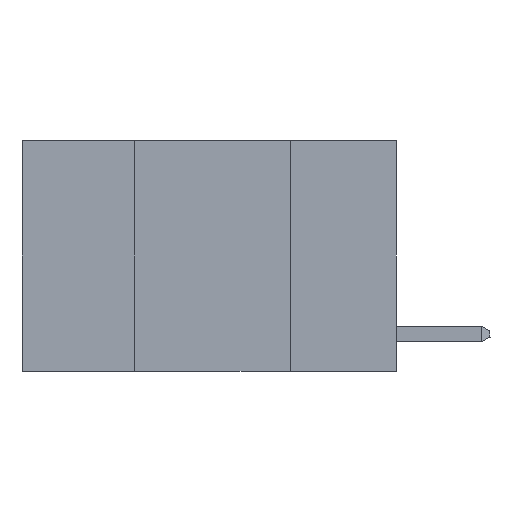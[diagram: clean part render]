
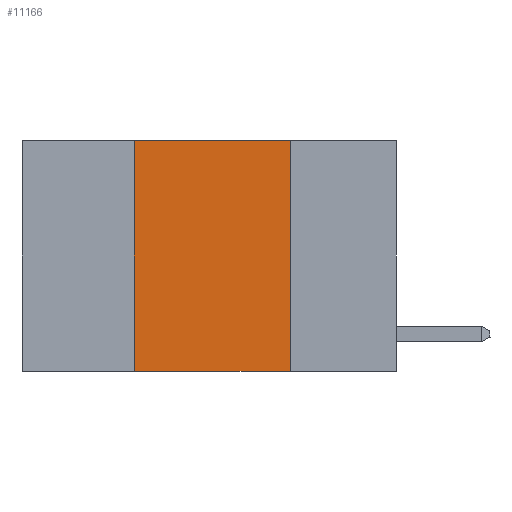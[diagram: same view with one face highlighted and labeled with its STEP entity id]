
A CAD part, left-side view. The second image highlights one B-rep face of the part: STEP entity #11166.
In plain terms, the highlighted planar face has unit normal (-1, 0, 0).
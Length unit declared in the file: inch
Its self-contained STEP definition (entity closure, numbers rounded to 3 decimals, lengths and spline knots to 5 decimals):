
#28 = LINE ( 'NONE', #20790, #20685 ) ;
#52 = CARTESIAN_POINT ( 'NONE',  ( 0., 0.17, -0.37 ) ) ;
#1504 = AXIS2_PLACEMENT_3D ( 'NONE', #4294, #17812, #2837 ) ;
#1836 = ORIENTED_EDGE ( 'NONE', *, *, #20154, .T. ) ;
#2003 = LINE ( 'NONE', #12050, #11013 ) ;
#2118 = LINE ( 'NONE', #2237, #11007 ) ;
#2237 = CARTESIAN_POINT ( 'NONE',  ( 0., 0.42, 0. ) ) ;
#2827 = VERTEX_POINT ( 'NONE', #52 ) ;
#2837 = DIRECTION ( 'NONE',  ( 0., 0., -1. ) ) ;
#3111 = VERTEX_POINT ( 'NONE', #11298 ) ;
#3423 = EDGE_CURVE ( 'NONE', #3111, #14625, #2118, .T. ) ;
#3557 = VERTEX_POINT ( 'NONE', #9256 ) ;
#4294 = CARTESIAN_POINT ( 'NONE',  ( 0., 0.6, 0. ) ) ;
#5577 = DIRECTION ( 'NONE',  ( 0., 0., 1. ) ) ;
#6194 = PLANE ( 'NONE',  #1504 ) ;
#6904 = ORIENTED_EDGE ( 'NONE', *, *, #11429, .F. ) ;
#7284 = LINE ( 'NONE', #15982, #18623 ) ;
#7997 = ORIENTED_EDGE ( 'NONE', *, *, #21747, .F. ) ;
#8614 = DIRECTION ( 'NONE',  ( 0., 0., -1. ) ) ;
#9256 = CARTESIAN_POINT ( 'NONE',  ( 0., 0.17, 0. ) ) ;
#11007 = VECTOR ( 'NONE', #5577, 39.37008 ) ;
#11013 = VECTOR ( 'NONE', #14166, 39.37008 ) ;
#11166 = ADVANCED_FACE ( 'NONE', ( #21512 ), #6194, .F. ) ;
#11298 = CARTESIAN_POINT ( 'NONE',  ( 0., 0.42, -0.37 ) ) ;
#11429 = EDGE_CURVE ( 'NONE', #14625, #3557, #7284, .T. ) ;
#12050 = CARTESIAN_POINT ( 'NONE',  ( 0., 0.6, -0.37 ) ) ;
#12216 = DIRECTION ( 'NONE',  ( 0., -1., 0. ) ) ;
#13082 = ORIENTED_EDGE ( 'NONE', *, *, #3423, .F. ) ;
#14166 = DIRECTION ( 'NONE',  ( 0., -1., 0. ) ) ;
#14625 = VERTEX_POINT ( 'NONE', #20213 ) ;
#15870 = EDGE_LOOP ( 'NONE', ( #7997, #6904, #13082, #1836 ) ) ;
#15982 = CARTESIAN_POINT ( 'NONE',  ( 0., 0.6, 0. ) ) ;
#17812 = DIRECTION ( 'NONE',  ( 1., 0., 0. ) ) ;
#18623 = VECTOR ( 'NONE', #12216, 39.37008 ) ;
#20154 = EDGE_CURVE ( 'NONE', #3111, #2827, #2003, .T. ) ;
#20213 = CARTESIAN_POINT ( 'NONE',  ( 0., 0.42, 0. ) ) ;
#20685 = VECTOR ( 'NONE', #8614, 39.37008 ) ;
#20790 = CARTESIAN_POINT ( 'NONE',  ( 0., 0.17, 0. ) ) ;
#21512 = FACE_OUTER_BOUND ( 'NONE', #15870, .T. ) ;
#21747 = EDGE_CURVE ( 'NONE', #3557, #2827, #28, .T. ) ;
